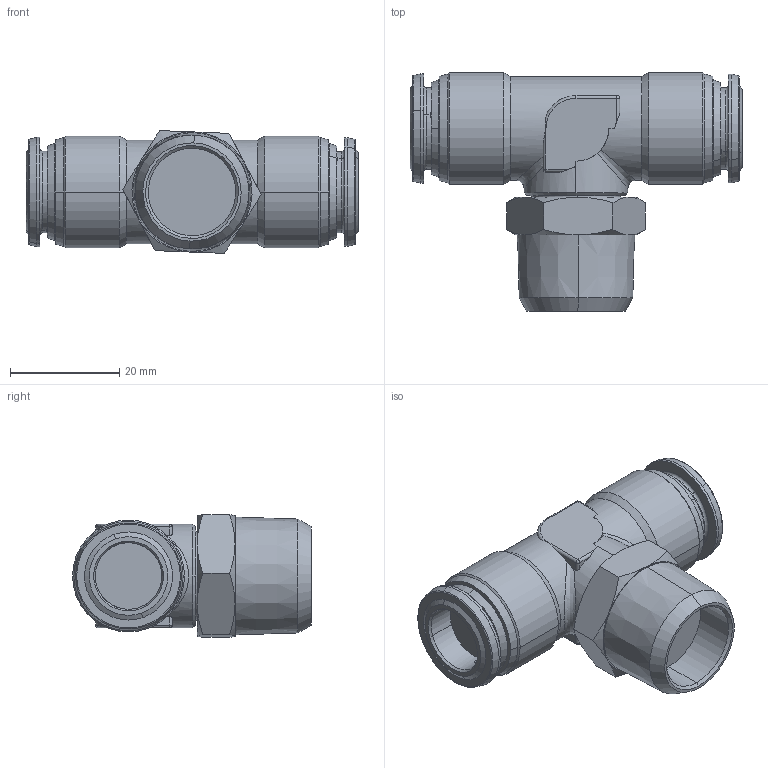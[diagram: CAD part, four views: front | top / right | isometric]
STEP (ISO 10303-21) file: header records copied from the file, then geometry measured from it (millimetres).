
FILE_DESCRIPTION (( 'STEP AP214' ), '1' );
FILE_NAME ('6021000011.step', '2012-10-16T16:34:10', ( '' ), ( '' ), 'SwSTEP 2.0', 'SolidWorks 2012', '' );
FILE_SCHEMA (( 'AUTOMOTIVE_DESIGN' ));
Length unit declared in the file: millimetre
Products named in the file (1): 6021000011
Bounding box: 60.8 x 43.75 x 22.48 mm (x, y, z)
Volume: 24054.3 mm3; surface area: 7928.7 mm2
Topology: 1 solids, 1 shells, 174 faces, 407 edges, 242 vertices
Faces by surface type: cone 56, plane 50, cylinder 46, torus 16, sphere 4, bspline 2
Entity records: 7229 total; most frequent: CARTESIAN_POINT 1308, DIRECTION 881, ORIENTED_EDGE 806, EDGE_CURVE 403, AXIS2_PLACEMENT_3D 365, VERTEX_POINT 242, EDGE_LOOP 193, CIRCLE 192
